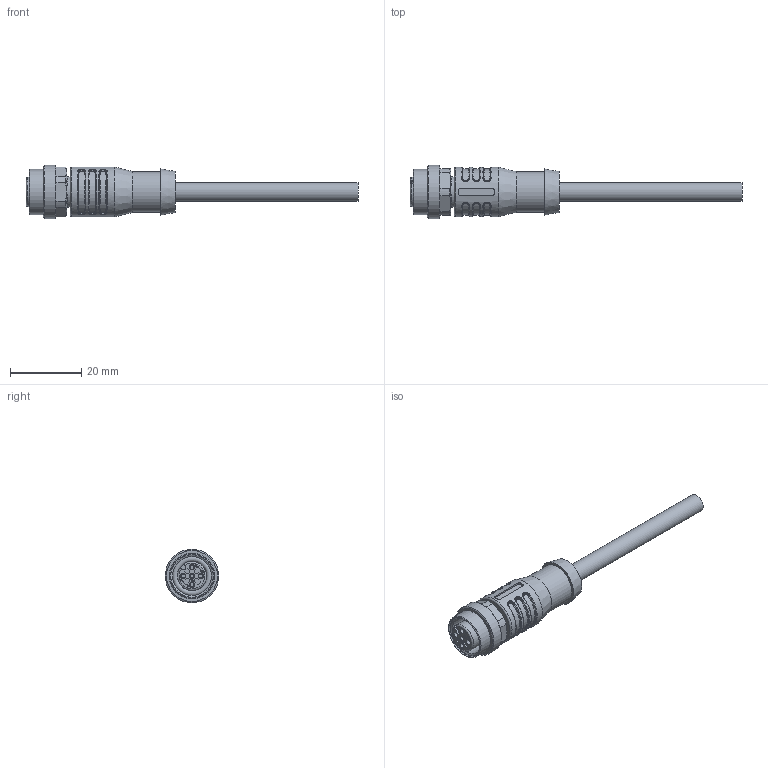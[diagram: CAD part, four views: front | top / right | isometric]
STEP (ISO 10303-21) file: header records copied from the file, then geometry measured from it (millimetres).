
FILE_DESCRIPTION(/* description */ (''),/* implementation_level */ '2;1');
FILE_NAME(/* name */ 'CD-WAK5-m.stp',/* time_stamp */ '2018-10-01T11:15:07+02:00',/* author */ ('ESCHA GmbH & Co. KG'),/* organization */ ('ESCHA GmbH & Co. KG'),/* preprocessor_version */ 'ST-DEVELOPER v16',/* originating_system */ 'SIEMENS PLM Software NX 10.0',/* authorisation */ '');
FILE_SCHEMA (('AUTOMOTIVE_DESIGN { 1 0 10303 214 3 1 1 1 }'));
Length unit declared in the file: millimetre
Products named in the file (1): 5024642__Umspritzung_part_259563
Bounding box: 93.31 x 15 x 15 mm (x, y, z)
Volume: 6191.2 mm3; surface area: 3584.8 mm2
Topology: 1 solids, 1 shells, 285 faces, 703 edges, 448 vertices
Faces by surface type: plane 98, cylinder 82, torus 32, extrusion 32, bspline 24, cone 17
Full cylindrical faces by diameter (mm): 1.15 x5, 5.2 x1, 8.7 x1, 10.95 x1, 11.5 x1, 12.3 x1, 12.8 x1, 14 x1, 15 x1
Entity records: 10883 total; most frequent: CARTESIAN_POINT 4608, ORIENTED_EDGE 1330, DIRECTION 1179, EDGE_CURVE 665, AXIS2_PLACEMENT_3D 473, VERTEX_POINT 438, EDGE_LOOP 343, ADVANCED_FACE 285
